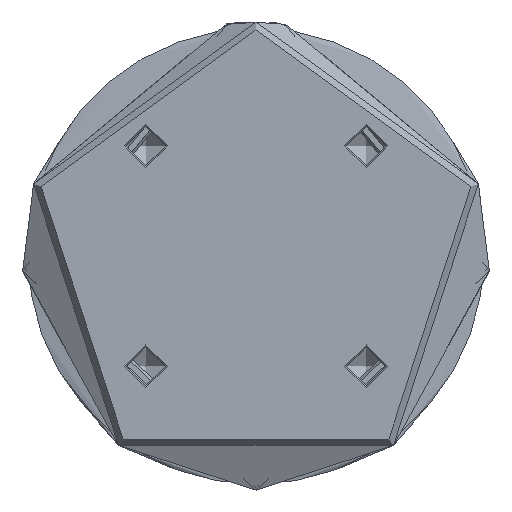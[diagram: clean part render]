
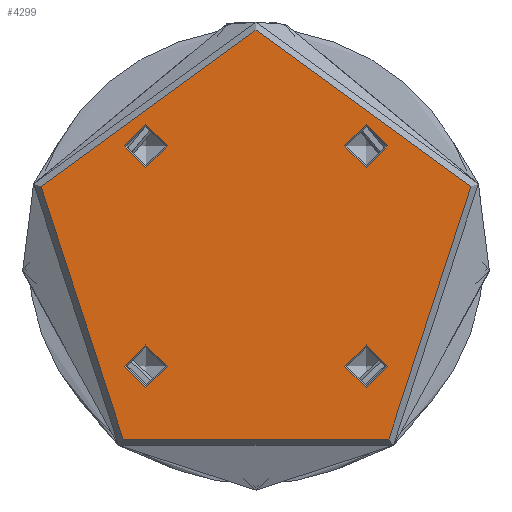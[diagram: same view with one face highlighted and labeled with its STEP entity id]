
A CAD part, front view. The second image highlights one B-rep face of the part: STEP entity #4299.
In plain terms, the highlighted face is planar.
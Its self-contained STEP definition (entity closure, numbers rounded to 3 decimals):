
#204 = DIRECTION ( 'NONE',  ( -1., 0., 0. ) ) ;
#502 = DIRECTION ( 'NONE',  ( 0., 0., -1. ) ) ;
#582 = EDGE_CURVE ( 'NONE', #2509, #2509, #3910, .T. ) ;
#587 = CARTESIAN_POINT ( 'NONE',  ( 28.284, -28.284, 0. ) ) ;
#683 = VERTEX_POINT ( 'NONE', #6374 ) ;
#953 = EDGE_LOOP ( 'NONE', ( #5296 ) ) ;
#1047 = ORIENTED_EDGE ( 'NONE', *, *, #5679, .T. ) ;
#1120 = EDGE_LOOP ( 'NONE', ( #4230 ) ) ;
#1142 = DIRECTION ( 'NONE',  ( 1., 0., 0. ) ) ;
#1147 = AXIS2_PLACEMENT_3D ( 'NONE', #4786, #1503, #5313 ) ;
#1269 = ORIENTED_EDGE ( 'NONE', *, *, #3756, .F. ) ;
#1319 = PLANE ( 'NONE',  #5634 ) ;
#1357 = ORIENTED_EDGE ( 'NONE', *, *, #2933, .F. ) ;
#1399 = CIRCLE ( 'NONE', #3730, 5.5 ) ;
#1416 = EDGE_CURVE ( 'NONE', #2496, #2496, #6493, .T. ) ;
#1503 = DIRECTION ( 'NONE',  ( 0., 0., 1. ) ) ;
#1584 = FACE_OUTER_BOUND ( 'NONE', #953, .T. ) ;
#1705 = AXIS2_PLACEMENT_3D ( 'NONE', #587, #4426, #1142 ) ;
#1836 = CARTESIAN_POINT ( 'NONE',  ( 0., 0., 0. ) ) ;
#1893 = CARTESIAN_POINT ( 'NONE',  ( 28.284, 28.284, 0. ) ) ;
#1903 = EDGE_LOOP ( 'NONE', ( #1357 ) ) ;
#2050 = VERTEX_POINT ( 'NONE', #6860 ) ;
#2082 = CARTESIAN_POINT ( 'NONE',  ( 33.784, -28.284, 0. ) ) ;
#2120 = EDGE_LOOP ( 'NONE', ( #1269 ) ) ;
#2147 = VERTEX_POINT ( 'NONE', #5857 ) ;
#2461 = DIRECTION ( 'NONE',  ( 1., 0., 0. ) ) ;
#2496 = VERTEX_POINT ( 'NONE', #2637 ) ;
#2509 = VERTEX_POINT ( 'NONE', #2082 ) ;
#2565 = FACE_BOUND ( 'NONE', #3783, .T. ) ;
#2637 = CARTESIAN_POINT ( 'NONE',  ( 58., 0., 0. ) ) ;
#2933 = EDGE_CURVE ( 'NONE', #2147, #2147, #1399, .T. ) ;
#3497 = DIRECTION ( 'NONE',  ( 0., 0., 1. ) ) ;
#3543 = DIRECTION ( 'NONE',  ( -1., 0., 0. ) ) ;
#3652 = AXIS2_PLACEMENT_3D ( 'NONE', #1893, #5663, #2461 ) ;
#3730 = AXIS2_PLACEMENT_3D ( 'NONE', #6627, #3497, #204 ) ;
#3756 = EDGE_CURVE ( 'NONE', #2050, #2050, #6654, .T. ) ;
#3783 = EDGE_LOOP ( 'NONE', ( #1047 ) ) ;
#3788 = CARTESIAN_POINT ( 'NONE',  ( -28.284, 28.284, 0. ) ) ;
#3910 = CIRCLE ( 'NONE', #1705, 5.5 ) ;
#4230 = ORIENTED_EDGE ( 'NONE', *, *, #582, .T. ) ;
#4299 = ADVANCED_FACE ( 'NONE', ( #5336, #5579, #2565, #6046, #1584 ), #1319, .F. ) ;
#4342 = DIRECTION ( 'NONE',  ( -1., 0., 0. ) ) ;
#4426 = DIRECTION ( 'NONE',  ( 0., 0., -1. ) ) ;
#4786 = CARTESIAN_POINT ( 'NONE',  ( 0., 0., 0. ) ) ;
#5296 = ORIENTED_EDGE ( 'NONE', *, *, #1416, .T. ) ;
#5313 = DIRECTION ( 'NONE',  ( 1., 0., 0. ) ) ;
#5336 = FACE_BOUND ( 'NONE', #1903, .T. ) ;
#5579 = FACE_BOUND ( 'NONE', #1120, .T. ) ;
#5634 = AXIS2_PLACEMENT_3D ( 'NONE', #1836, #6666, #3543 ) ;
#5663 = DIRECTION ( 'NONE',  ( 0., 0., 1. ) ) ;
#5679 = EDGE_CURVE ( 'NONE', #683, #683, #6609, .T. ) ;
#5857 = CARTESIAN_POINT ( 'NONE',  ( -33.784, -28.284, 0. ) ) ;
#6046 = FACE_BOUND ( 'NONE', #2120, .T. ) ;
#6106 = AXIS2_PLACEMENT_3D ( 'NONE', #3788, #502, #4342 ) ;
#6374 = CARTESIAN_POINT ( 'NONE',  ( -33.784, 28.284, 0. ) ) ;
#6493 = CIRCLE ( 'NONE', #1147, 58. ) ;
#6609 = CIRCLE ( 'NONE', #6106, 5.5 ) ;
#6627 = CARTESIAN_POINT ( 'NONE',  ( -28.284, -28.284, 0. ) ) ;
#6654 = CIRCLE ( 'NONE', #3652, 5.5 ) ;
#6666 = DIRECTION ( 'NONE',  ( 0., 0., -1. ) ) ;
#6860 = CARTESIAN_POINT ( 'NONE',  ( 33.784, 28.284, 0. ) ) ;
